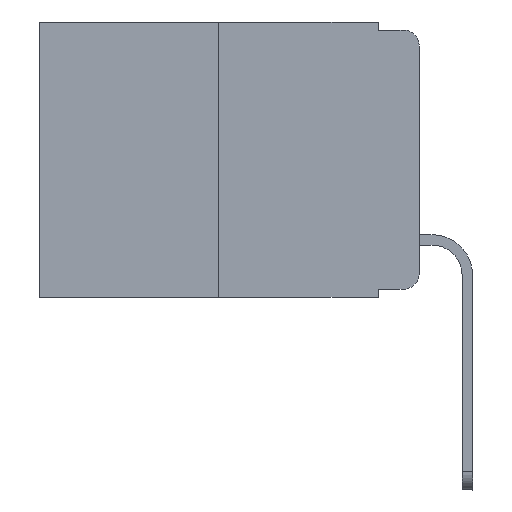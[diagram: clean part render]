
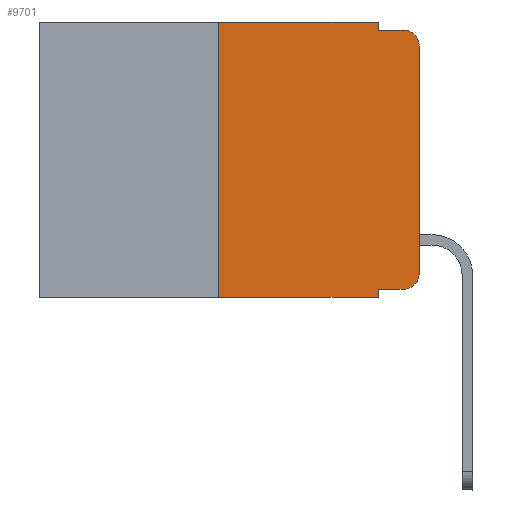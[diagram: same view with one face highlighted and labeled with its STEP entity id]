
A CAD part, left-side view. The second image highlights one B-rep face of the part: STEP entity #9701.
In plain terms, the highlighted planar face has unit normal (-1, 0, 0).
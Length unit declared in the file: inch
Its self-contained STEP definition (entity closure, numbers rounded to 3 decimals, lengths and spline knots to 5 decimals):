
#110 = LINE ( 'NONE', #8949, #8285 ) ;
#149 = PLANE ( 'NONE',  #3860 ) ;
#211 = VERTEX_POINT ( 'NONE', #1924 ) ;
#409 = CARTESIAN_POINT ( 'NONE',  ( 0., 0.473, -0.343 ) ) ;
#492 = EDGE_LOOP ( 'NONE', ( #4908, #9413, #3342, #8135, #2306, #4978, #7347, #4165, #7171, #1294 ) ) ;
#745 = CIRCLE ( 'NONE', #3511, 0.02 ) ;
#822 = VECTOR ( 'NONE', #1520, 39.37008 ) ;
#852 = VECTOR ( 'NONE', #4547, 39.37008 ) ;
#964 = EDGE_CURVE ( 'NONE', #3103, #8773, #8357, .T. ) ;
#1018 = DIRECTION ( 'NONE',  ( -1., 0., 0. ) ) ;
#1118 = VERTEX_POINT ( 'NONE', #3510 ) ;
#1294 = ORIENTED_EDGE ( 'NONE', *, *, #964, .T. ) ;
#1445 = VERTEX_POINT ( 'NONE', #7848 ) ;
#1470 = LINE ( 'NONE', #6752, #7500 ) ;
#1517 = DIRECTION ( 'NONE',  ( 0., 0., 1. ) ) ;
#1520 = DIRECTION ( 'NONE',  ( 0., -1., 0. ) ) ;
#1694 = DIRECTION ( 'NONE',  ( 0., 0., -1. ) ) ;
#1924 = CARTESIAN_POINT ( 'NONE',  ( 0., 0.051, 0. ) ) ;
#2130 = EDGE_CURVE ( 'NONE', #211, #3564, #3053, .T. ) ;
#2245 = CARTESIAN_POINT ( 'NONE',  ( 0., 0.051, -0.01 ) ) ;
#2306 = ORIENTED_EDGE ( 'NONE', *, *, #8116, .F. ) ;
#2407 = DIRECTION ( 'NONE',  ( 0., -1., 0. ) ) ;
#2408 = VECTOR ( 'NONE', #9606, 39.37008 ) ;
#2534 = CARTESIAN_POINT ( 'NONE',  ( 0., 0.051, -0.333 ) ) ;
#2694 = DIRECTION ( 'NONE',  ( -1., 0., 0. ) ) ;
#2961 = CARTESIAN_POINT ( 'NONE',  ( 0., 0.25, 0. ) ) ;
#3053 = LINE ( 'NONE', #6057, #7428 ) ;
#3103 = VERTEX_POINT ( 'NONE', #5666 ) ;
#3131 = EDGE_CURVE ( 'NONE', #8773, #1118, #6349, .T. ) ;
#3304 = CARTESIAN_POINT ( 'NONE',  ( 0., 0., 0. ) ) ;
#3342 = ORIENTED_EDGE ( 'NONE', *, *, #8823, .F. ) ;
#3373 = LINE ( 'NONE', #409, #6193 ) ;
#3409 = CARTESIAN_POINT ( 'NONE',  ( 0., 0.051, 0. ) ) ;
#3510 = CARTESIAN_POINT ( 'NONE',  ( 0., 0., -0.03 ) ) ;
#3511 = AXIS2_PLACEMENT_3D ( 'NONE', #5540, #1018, #7665 ) ;
#3564 = VERTEX_POINT ( 'NONE', #8470 ) ;
#3730 = VERTEX_POINT ( 'NONE', #2961 ) ;
#3860 = AXIS2_PLACEMENT_3D ( 'NONE', #6113, #8390, #4046 ) ;
#3915 = EDGE_CURVE ( 'NONE', #1118, #6609, #745, .T. ) ;
#4046 = DIRECTION ( 'NONE',  ( 0., 0., -1. ) ) ;
#4101 = AXIS2_PLACEMENT_3D ( 'NONE', #9416, #2694, #1694 ) ;
#4120 = CARTESIAN_POINT ( 'NONE',  ( 0., 0.02, -0.01 ) ) ;
#4143 = DIRECTION ( 'NONE',  ( 0., 0., 1. ) ) ;
#4165 = ORIENTED_EDGE ( 'NONE', *, *, #8289, .F. ) ;
#4547 = DIRECTION ( 'NONE',  ( 0., -1., 0. ) ) ;
#4908 = ORIENTED_EDGE ( 'NONE', *, *, #3131, .T. ) ;
#4978 = ORIENTED_EDGE ( 'NONE', *, *, #6290, .F. ) ;
#5292 = CARTESIAN_POINT ( 'NONE',  ( 0., 0.473, 0. ) ) ;
#5540 = CARTESIAN_POINT ( 'NONE',  ( 0., 0.02, -0.03 ) ) ;
#5637 = EDGE_CURVE ( 'NONE', #8495, #3103, #110, .T. ) ;
#5666 = CARTESIAN_POINT ( 'NONE',  ( 0., 0.02, -0.333 ) ) ;
#6057 = CARTESIAN_POINT ( 'NONE',  ( 0., 0.051, 0. ) ) ;
#6113 = CARTESIAN_POINT ( 'NONE',  ( 0., 0.473, 0. ) ) ;
#6193 = VECTOR ( 'NONE', #6370, 39.37008 ) ;
#6290 = EDGE_CURVE ( 'NONE', #1445, #3730, #1470, .T. ) ;
#6349 = LINE ( 'NONE', #3304, #7758 ) ;
#6370 = DIRECTION ( 'NONE',  ( 0., -1., 0. ) ) ;
#6609 = VERTEX_POINT ( 'NONE', #4120 ) ;
#6615 = LINE ( 'NONE', #3409, #2408 ) ;
#6752 = CARTESIAN_POINT ( 'NONE',  ( 0., 0.25, 0. ) ) ;
#6804 = CARTESIAN_POINT ( 'NONE',  ( 0., 0., -0.313 ) ) ;
#6838 = LINE ( 'NONE', #5292, #852 ) ;
#6867 = FACE_OUTER_BOUND ( 'NONE', #492, .T. ) ;
#7171 = ORIENTED_EDGE ( 'NONE', *, *, #5637, .T. ) ;
#7347 = ORIENTED_EDGE ( 'NONE', *, *, #9499, .T. ) ;
#7428 = VECTOR ( 'NONE', #9059, 39.37008 ) ;
#7500 = VECTOR ( 'NONE', #1517, 39.37008 ) ;
#7665 = DIRECTION ( 'NONE',  ( 0., 0., -1. ) ) ;
#7758 = VECTOR ( 'NONE', #4143, 39.37008 ) ;
#7848 = CARTESIAN_POINT ( 'NONE',  ( 0., 0.25, -0.343 ) ) ;
#7858 = CARTESIAN_POINT ( 'NONE',  ( 0., 0.051, -0.343 ) ) ;
#8116 = EDGE_CURVE ( 'NONE', #3730, #211, #6838, .T. ) ;
#8135 = ORIENTED_EDGE ( 'NONE', *, *, #2130, .F. ) ;
#8285 = VECTOR ( 'NONE', #2407, 39.37008 ) ;
#8289 = EDGE_CURVE ( 'NONE', #8495, #9429, #6615, .T. ) ;
#8357 = CIRCLE ( 'NONE', #4101, 0.02 ) ;
#8390 = DIRECTION ( 'NONE',  ( 1., 0., 0. ) ) ;
#8470 = CARTESIAN_POINT ( 'NONE',  ( 0., 0.051, -0.01 ) ) ;
#8495 = VERTEX_POINT ( 'NONE', #2534 ) ;
#8773 = VERTEX_POINT ( 'NONE', #6804 ) ;
#8823 = EDGE_CURVE ( 'NONE', #3564, #6609, #8969, .T. ) ;
#8949 = CARTESIAN_POINT ( 'NONE',  ( 0., 0.051, -0.333 ) ) ;
#8969 = LINE ( 'NONE', #2245, #822 ) ;
#9059 = DIRECTION ( 'NONE',  ( 0., 0., -1. ) ) ;
#9413 = ORIENTED_EDGE ( 'NONE', *, *, #3915, .T. ) ;
#9416 = CARTESIAN_POINT ( 'NONE',  ( 0., 0.02, -0.313 ) ) ;
#9429 = VERTEX_POINT ( 'NONE', #7858 ) ;
#9499 = EDGE_CURVE ( 'NONE', #1445, #9429, #3373, .T. ) ;
#9606 = DIRECTION ( 'NONE',  ( 0., 0., -1. ) ) ;
#9701 = ADVANCED_FACE ( 'NONE', ( #6867 ), #149, .F. ) ;
